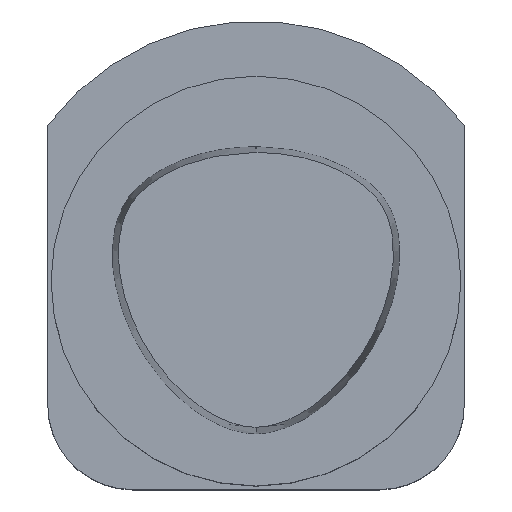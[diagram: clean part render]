
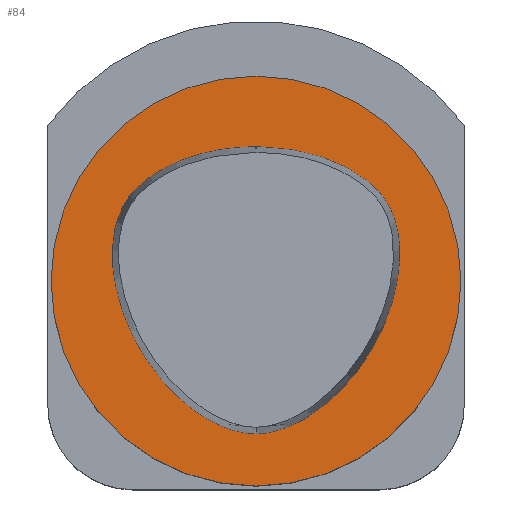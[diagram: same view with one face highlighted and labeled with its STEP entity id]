
A CAD part, top view. The second image highlights one B-rep face of the part: STEP entity #84.
In plain terms, the highlighted planar face has unit normal (0, 0, 1).
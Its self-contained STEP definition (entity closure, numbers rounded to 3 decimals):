
#84=ADVANCED_FACE('240[2]',(#237,#238),#239,.T.);
#118=EDGE_CURVE('240[2]',#291,#258,#292,.T.);
#138=EDGE_CURVE('240[2]',#319,#319,#320,.T.);
#200=EDGE_CURVE('240[2]',#258,#372,#396,.T.);
#212=EDGE_CURVE('240[2]',#372,#291,#411,.T.);
#237=FACE_OUTER_BOUND('',#429,.T.);
#238=FACE_BOUND('',#430,.T.);
#239=PLANE('',#431);
#258=VERTEX_POINT('',#457);
#291=VERTEX_POINT('',#577);
#292=CIRCLE('',#578,0.95);
#319=VERTEX_POINT('',#633);
#320=CIRCLE('',#634,31.493);
#372=VERTEX_POINT('',#727);
#396=B_SPLINE_CURVE_WITH_KNOTS('',3,(#833,#834,#835,#836,#837,#838,#839,#840,#841,#842,#843,#844,#845,#846,#847,#848,#849),.UNSPECIFIED.,.F.,.F.,(4,1,1,1,1,1,1,1,1,1,1,1,1,1,4),(-13.23,-12.817,-12.403,-11.99,-11.576,-11.163,-10.956,-10.75,-10.336,-9.923,-9.096,-8.269,-7.442,-7.029,-6.615),.UNSPECIFIED.);
#411=B_SPLINE_CURVE_WITH_KNOTS('',3,(#869,#870,#871,#872,#873,#874,#875,#876,#877,#878,#879,#880,#881,#882,#883,#884,#885,#886),.UNSPECIFIED.,.F.,.F.,(4,1,1,1,1,1,1,1,1,2,1,1,1,1,4),(-6.615,-6.202,-5.788,-5.375,-4.961,-4.134,-3.308,-2.894,-2.481,-2.067,-1.654,-1.24,-0.827,-0.413,0.0),.UNSPECIFIED.);
#429=EDGE_LOOP('',(#899));
#430=EDGE_LOOP('',(#900,#901,#902));
#431=AXIS2_PLACEMENT_3D('',#903,#904,#905);
#457=CARTESIAN_POINT('',(0.045,20.677,0.0));
#577=CARTESIAN_POINT('',(-0.045,20.677,0.0));
#578=AXIS2_PLACEMENT_3D('',#948,#949,#950);
#633=CARTESIAN_POINT('',(31.493,0.,0.0));
#634=AXIS2_PLACEMENT_3D('',#978,#979,#980);
#727=CARTESIAN_POINT('',(0.044,-23.469,0.0));
#833=CARTESIAN_POINT('',(0.045,20.677,0.0));
#834=CARTESIAN_POINT('',(1.424,20.61,0.0));
#835=CARTESIAN_POINT('',(4.223,20.484,0.0));
#836=CARTESIAN_POINT('',(8.472,19.689,0.0));
#837=CARTESIAN_POINT('',(12.514,18.243,0.0));
#838=CARTESIAN_POINT('',(16.304,16.173,0.0));
#839=CARTESIAN_POINT('',(19.145,13.704,0.0));
#840=CARTESIAN_POINT('',(20.732,11.101,0.0));
#841=CARTESIAN_POINT('',(21.783,8.281,0.0));
#842=CARTESIAN_POINT('',(22.226,4.609,0.0));
#843=CARTESIAN_POINT('',(21.744,-1.113,0.0));
#844=CARTESIAN_POINT('',(19.552,-7.954,0.0));
#845=CARTESIAN_POINT('',(14.957,-15.209,0.0));
#846=CARTESIAN_POINT('',(9.668,-20.083,0.0));
#847=CARTESIAN_POINT('',(4.516,-22.795,0.0));
#848=CARTESIAN_POINT('',(1.559,-23.461,0.0));
#849=CARTESIAN_POINT('',(0.044,-23.469,0.0));
#869=CARTESIAN_POINT('',(0.044,-23.469,0.0));
#870=CARTESIAN_POINT('',(-1.471,-23.477,0.0));
#871=CARTESIAN_POINT('',(-4.439,-22.821,0.0));
#872=CARTESIAN_POINT('',(-8.35,-20.8,0.0));
#873=CARTESIAN_POINT('',(-11.745,-18.156,0.0));
#874=CARTESIAN_POINT('',(-15.699,-14.041,0.0));
#875=CARTESIAN_POINT('',(-19.535,-8.006,0.0));
#876=CARTESIAN_POINT('',(-21.721,-1.161,0.0));
#877=CARTESIAN_POINT('',(-22.249,4.55,0.0));
#878=CARTESIAN_POINT('',(-21.665,9.002,0.0));
#879=CARTESIAN_POINT('',(-20.395,11.778,0.0));
#880=CARTESIAN_POINT('',(-18.593,14.198,0.0));
#881=CARTESIAN_POINT('',(-16.323,16.178,0.0));
#882=CARTESIAN_POINT('',(-12.508,18.252,0.0));
#883=CARTESIAN_POINT('',(-8.468,19.679,0.0));
#884=CARTESIAN_POINT('',(-4.23,20.488,0.0));
#885=CARTESIAN_POINT('',(-1.423,20.613,0.0));
#886=CARTESIAN_POINT('',(-0.045,20.677,0.0));
#899=ORIENTED_EDGE('',*,*,#138,.F.);
#900=ORIENTED_EDGE('',*,*,#200,.T.);
#901=ORIENTED_EDGE('',*,*,#212,.T.);
#902=ORIENTED_EDGE('',*,*,#118,.T.);
#903=CARTESIAN_POINT('',(15.746,0.,0.0));
#904=DIRECTION('',(0.,0.,1.0));
#905=DIRECTION('',(1.0,0.,0.0));
#948=CARTESIAN_POINT('',(-0.001,19.728,0.0));
#949=DIRECTION('',(0.,0.,-1.0));
#950=DIRECTION('',(-0.046,0.999,0.));
#978=CARTESIAN_POINT('',(0.0,0.0,0.0));
#979=DIRECTION('',(0.,0.,-1.0));
#980=DIRECTION('',(1.0,0.,0.));
